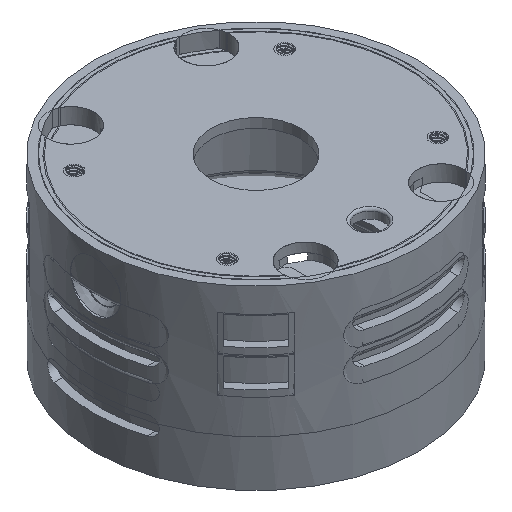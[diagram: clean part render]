
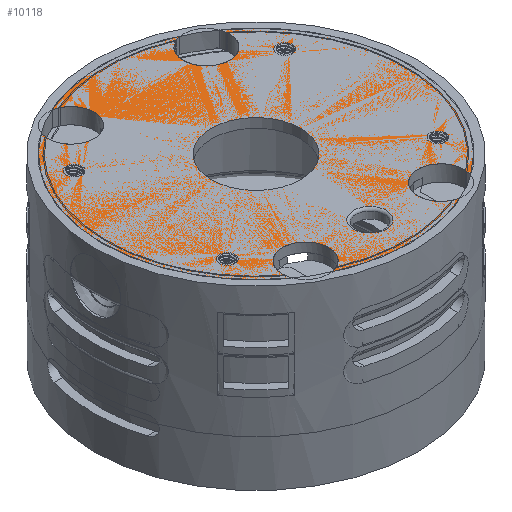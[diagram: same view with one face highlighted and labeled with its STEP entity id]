
A CAD part, isometric view. The second image highlights one B-rep face of the part: STEP entity #10118.
In plain terms, the highlighted planar face has unit normal (0, 0, 1).
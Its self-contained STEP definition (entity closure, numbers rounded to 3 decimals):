
#178=FACE_BOUND('',#1531,.T.);
#179=FACE_BOUND('',#1532,.T.);
#180=FACE_BOUND('',#1533,.T.);
#181=FACE_BOUND('',#1534,.T.);
#182=FACE_BOUND('',#1535,.T.);
#183=FACE_BOUND('',#1536,.T.);
#342=PLANE('',#11070);
#915=FACE_OUTER_BOUND('',#1530,.T.);
#1530=EDGE_LOOP('',(#9276,#9277,#9278,#9279,#9280,#9281,#9282,#9283,#9284));
#1531=EDGE_LOOP('',(#9285));
#1532=EDGE_LOOP('',(#9286));
#1533=EDGE_LOOP('',(#9287));
#1534=EDGE_LOOP('',(#9288));
#1535=EDGE_LOOP('',(#9289));
#1536=EDGE_LOOP('',(#9290));
#1959=CIRCLE('',#10998,0.827);
#1962=CIRCLE('',#11003,0.827);
#1965=CIRCLE('',#11008,0.827);
#1968=CIRCLE('',#11013,0.827);
#1972=CIRCLE('',#11019,2.475);
#1976=CIRCLE('',#11024,2.475);
#1989=CIRCLE('',#11049,1.75);
#1999=CIRCLE('',#11063,4.8);
#2000=CIRCLE('',#11065,2.475);
#2001=CIRCLE('',#11067,2.475);
#2003=CIRCLE('',#11071,16.55);
#2004=CIRCLE('',#11072,16.55);
#2005=CIRCLE('',#11073,16.55);
#2006=CIRCLE('',#11074,16.55);
#2007=CIRCLE('',#11075,16.55);
#4581=VERTEX_POINT('',#32014);
#4583=VERTEX_POINT('',#32022);
#4585=VERTEX_POINT('',#32030);
#4587=VERTEX_POINT('',#32038);
#4591=VERTEX_POINT('',#32050);
#4592=VERTEX_POINT('',#32052);
#4596=VERTEX_POINT('',#32062);
#4597=VERTEX_POINT('',#32064);
#4607=VERTEX_POINT('',#32106);
#4614=VERTEX_POINT('',#32128);
#4615=VERTEX_POINT('',#32132);
#4616=VERTEX_POINT('',#32134);
#4617=VERTEX_POINT('',#32138);
#4618=VERTEX_POINT('',#32140);
#4619=VERTEX_POINT('',#32146);
#6116=EDGE_CURVE('',#4581,#4581,#1959,.T.);
#6120=EDGE_CURVE('',#4583,#4583,#1962,.T.);
#6124=EDGE_CURVE('',#4585,#4585,#1965,.T.);
#6128=EDGE_CURVE('',#4587,#4587,#1968,.T.);
#6134=EDGE_CURVE('',#4592,#4591,#1972,.T.);
#6140=EDGE_CURVE('',#4597,#4596,#1976,.T.);
#6160=EDGE_CURVE('',#4607,#4607,#1989,.T.);
#6171=EDGE_CURVE('',#4614,#4614,#1999,.T.);
#6174=EDGE_CURVE('',#4616,#4615,#2000,.T.);
#6177=EDGE_CURVE('',#4618,#4617,#2001,.T.);
#6180=EDGE_CURVE('',#4619,#4617,#2003,.T.);
#6181=EDGE_CURVE('',#4592,#4619,#2004,.T.);
#6182=EDGE_CURVE('',#4597,#4591,#2005,.T.);
#6183=EDGE_CURVE('',#4616,#4596,#2006,.T.);
#6184=EDGE_CURVE('',#4618,#4615,#2007,.T.);
#9276=ORIENTED_EDGE('',*,*,#6177,.T.);
#9277=ORIENTED_EDGE('',*,*,#6180,.F.);
#9278=ORIENTED_EDGE('',*,*,#6181,.F.);
#9279=ORIENTED_EDGE('',*,*,#6134,.T.);
#9280=ORIENTED_EDGE('',*,*,#6182,.F.);
#9281=ORIENTED_EDGE('',*,*,#6140,.T.);
#9282=ORIENTED_EDGE('',*,*,#6183,.F.);
#9283=ORIENTED_EDGE('',*,*,#6174,.T.);
#9284=ORIENTED_EDGE('',*,*,#6184,.F.);
#9285=ORIENTED_EDGE('',*,*,#6116,.T.);
#9286=ORIENTED_EDGE('',*,*,#6120,.T.);
#9287=ORIENTED_EDGE('',*,*,#6124,.T.);
#9288=ORIENTED_EDGE('',*,*,#6128,.T.);
#9289=ORIENTED_EDGE('',*,*,#6171,.T.);
#9290=ORIENTED_EDGE('',*,*,#6160,.F.);
#10118=ADVANCED_FACE('',(#915,#178,#179,#180,#181,#182,#183),#342,.T.);
#10998=AXIS2_PLACEMENT_3D('',#32016,#13313,#13314);
#11003=AXIS2_PLACEMENT_3D('',#32024,#13324,#13325);
#11008=AXIS2_PLACEMENT_3D('',#32032,#13335,#13336);
#11013=AXIS2_PLACEMENT_3D('',#32040,#13346,#13347);
#11019=AXIS2_PLACEMENT_3D('',#32053,#13360,#13361);
#11024=AXIS2_PLACEMENT_3D('',#32065,#13372,#13373);
#11049=AXIS2_PLACEMENT_3D('',#32107,#13429,#13430);
#11063=AXIS2_PLACEMENT_3D('',#32129,#13458,#13459);
#11065=AXIS2_PLACEMENT_3D('',#32135,#13464,#13465);
#11067=AXIS2_PLACEMENT_3D('',#32141,#13470,#13471);
#11070=AXIS2_PLACEMENT_3D('',#32145,#13477,#13478);
#11071=AXIS2_PLACEMENT_3D('',#32147,#13479,#13480);
#11072=AXIS2_PLACEMENT_3D('',#32148,#13481,#13482);
#11073=AXIS2_PLACEMENT_3D('',#32149,#13483,#13484);
#11074=AXIS2_PLACEMENT_3D('',#32150,#13485,#13486);
#11075=AXIS2_PLACEMENT_3D('',#32151,#13487,#13488);
#13313=DIRECTION('center_axis',(0.,0.,-1.));
#13314=DIRECTION('ref_axis',(-1.,0.,0.));
#13324=DIRECTION('center_axis',(0.,0.,-1.));
#13325=DIRECTION('ref_axis',(-1.,0.,0.));
#13335=DIRECTION('center_axis',(0.,0.,-1.));
#13336=DIRECTION('ref_axis',(-1.,0.,0.));
#13346=DIRECTION('center_axis',(0.,0.,-1.));
#13347=DIRECTION('ref_axis',(-1.,0.,0.));
#13360=DIRECTION('center_axis',(0.,0.,-1.));
#13361=DIRECTION('ref_axis',(1.,0.,0.));
#13372=DIRECTION('center_axis',(0.,0.,-1.));
#13373=DIRECTION('ref_axis',(1.,0.,0.));
#13429=DIRECTION('center_axis',(0.,0.,1.));
#13430=DIRECTION('ref_axis',(1.,0.,0.));
#13458=DIRECTION('center_axis',(0.,0.,-1.));
#13459=DIRECTION('ref_axis',(1.,0.,0.));
#13464=DIRECTION('center_axis',(0.,0.,-1.));
#13465=DIRECTION('ref_axis',(1.,0.,0.));
#13470=DIRECTION('center_axis',(0.,0.,-1.));
#13471=DIRECTION('ref_axis',(1.,0.,0.));
#13477=DIRECTION('center_axis',(0.,0.,1.));
#13478=DIRECTION('ref_axis',(1.,0.,0.));
#13479=DIRECTION('center_axis',(0.,0.,-1.));
#13480=DIRECTION('ref_axis',(1.,0.,0.));
#13481=DIRECTION('center_axis',(0.,0.,-1.));
#13482=DIRECTION('ref_axis',(1.,0.,0.));
#13483=DIRECTION('center_axis',(0.,0.,-1.));
#13484=DIRECTION('ref_axis',(1.,0.,0.));
#13485=DIRECTION('center_axis',(0.,0.,-1.));
#13486=DIRECTION('ref_axis',(1.,0.,0.));
#13487=DIRECTION('center_axis',(0.,0.,-1.));
#13488=DIRECTION('ref_axis',(1.,0.,0.));
#32014=CARTESIAN_POINT('',(-10.499,8.229,14.));
#32016=CARTESIAN_POINT('Origin',(-11.326,8.229,14.));
#32022=CARTESIAN_POINT('',(-10.499,-8.229,14.));
#32024=CARTESIAN_POINT('Origin',(-11.326,-8.229,14.));
#32030=CARTESIAN_POINT('',(12.153,-8.229,14.));
#32032=CARTESIAN_POINT('Origin',(11.326,-8.229,14.));
#32038=CARTESIAN_POINT('',(12.153,8.229,14.));
#32040=CARTESIAN_POINT('Origin',(11.326,8.229,14.));
#32050=CARTESIAN_POINT('',(-6.872,-15.056,14.));
#32052=CARTESIAN_POINT('',(-9.603,-13.479,14.));
#32053=CARTESIAN_POINT('Origin',(-7.284,-12.615,14.));
#32062=CARTESIAN_POINT('',(9.603,-13.479,14.));
#32064=CARTESIAN_POINT('',(6.872,-15.056,14.));
#32065=CARTESIAN_POINT('Origin',(7.284,-12.615,14.));
#32106=CARTESIAN_POINT('',(1.75,-12.25,14.));
#32107=CARTESIAN_POINT('Origin',(0.,-12.25,14.));
#32128=CARTESIAN_POINT('',(-4.8,0.,14.));
#32129=CARTESIAN_POINT('Origin',(0.,0.,14.));
#32132=CARTESIAN_POINT('',(6.872,15.056,14.));
#32134=CARTESIAN_POINT('',(9.603,13.479,14.));
#32135=CARTESIAN_POINT('Origin',(7.284,12.615,14.));
#32138=CARTESIAN_POINT('',(-9.603,13.479,14.));
#32140=CARTESIAN_POINT('',(-6.872,15.056,14.));
#32141=CARTESIAN_POINT('Origin',(-7.284,12.615,14.));
#32145=CARTESIAN_POINT('Origin',(0.,0.,14.));
#32146=CARTESIAN_POINT('',(-16.55,0.,14.));
#32147=CARTESIAN_POINT('Origin',(0.,0.,14.));
#32148=CARTESIAN_POINT('Origin',(0.,0.,14.));
#32149=CARTESIAN_POINT('Origin',(0.,0.,14.));
#32150=CARTESIAN_POINT('Origin',(0.,0.,14.));
#32151=CARTESIAN_POINT('Origin',(0.,0.,14.));
